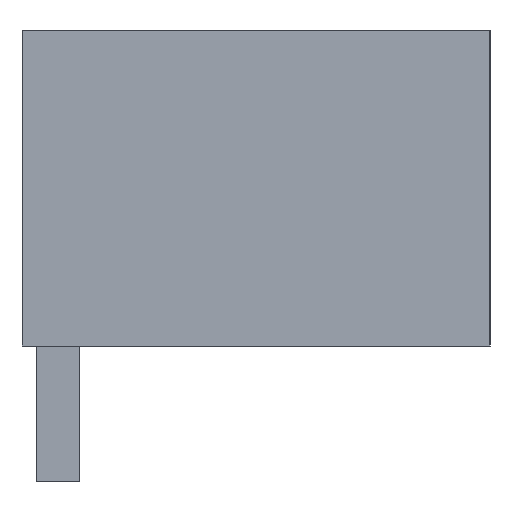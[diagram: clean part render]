
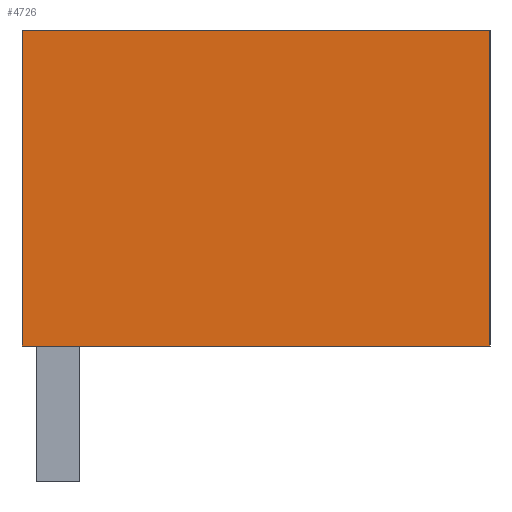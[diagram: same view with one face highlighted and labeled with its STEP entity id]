
A CAD part, left-side view. The second image highlights one B-rep face of the part: STEP entity #4726.
In plain terms, the highlighted planar face has unit normal (-1, 0, 0).
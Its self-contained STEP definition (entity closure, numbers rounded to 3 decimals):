
#4713=AXIS2_PLACEMENT_3D('Plane Axis2P3D',#4710,#4711,#4712) ;
#1508=CARTESIAN_POINT('Vertex',(0.,11.05,3.2)) ;
#1511=CARTESIAN_POINT('Line Origine',(0.,11.05,6.925)) ;
#1515=CARTESIAN_POINT('Vertex',(0.,11.05,10.65)) ;
#1895=CARTESIAN_POINT('Line Origine',(0.,5.525,3.2)) ;
#1899=CARTESIAN_POINT('Vertex',(0.,0.,3.2)) ;
#3776=CARTESIAN_POINT('Line Origine',(0.,5.525,10.65)) ;
#3780=CARTESIAN_POINT('Vertex',(0.,0.,10.65)) ;
#4710=CARTESIAN_POINT('Axis2P3D Location',(0.,11.05,0.)) ;
#4715=CARTESIAN_POINT('Line Origine',(0.,0.,6.925)) ;
#1512=DIRECTION('Vector Direction',(0.,0.,-1.)) ;
#1896=DIRECTION('Vector Direction',(0.,1.,0.)) ;
#3777=DIRECTION('Vector Direction',(0.,-1.,0.)) ;
#4711=DIRECTION('Axis2P3D Direction',(-1.,0.,0.)) ;
#4712=DIRECTION('Axis2P3D XDirection',(0.,-1.,0.)) ;
#4716=DIRECTION('Vector Direction',(0.,0.,1.)) ;
#1513=VECTOR('Line Direction',#1512,1.) ;
#1897=VECTOR('Line Direction',#1896,1.) ;
#3778=VECTOR('Line Direction',#3777,1.) ;
#4717=VECTOR('Line Direction',#4716,1.) ;
#4721=ORIENTED_EDGE('',*,*,#1517,.T.) ;
#4722=ORIENTED_EDGE('',*,*,#1901,.T.) ;
#4723=ORIENTED_EDGE('',*,*,#4719,.T.) ;
#4724=ORIENTED_EDGE('',*,*,#3782,.T.) ;
#4726=ADVANCED_FACE('HOUSING',(#4725),#4714,.T.) ;
#1517=EDGE_CURVE('',#1516,#1509,#1514,.T.) ;
#1901=EDGE_CURVE('',#1509,#1900,#1898,.F.) ;
#3782=EDGE_CURVE('',#3781,#1516,#3779,.F.) ;
#4719=EDGE_CURVE('',#1900,#3781,#4718,.T.) ;
#4720=EDGE_LOOP('',(#4721,#4722,#4723,#4724)) ;
#4725=FACE_OUTER_BOUND('',#4720,.T.) ;
#1514=LINE('Line',#1511,#1513) ;
#1898=LINE('Line',#1895,#1897) ;
#3779=LINE('Line',#3776,#3778) ;
#4718=LINE('Line',#4715,#4717) ;
#4714=PLANE('',#4713) ;
#1509=VERTEX_POINT('',#1508) ;
#1516=VERTEX_POINT('',#1515) ;
#1900=VERTEX_POINT('',#1899) ;
#3781=VERTEX_POINT('',#3780) ;
